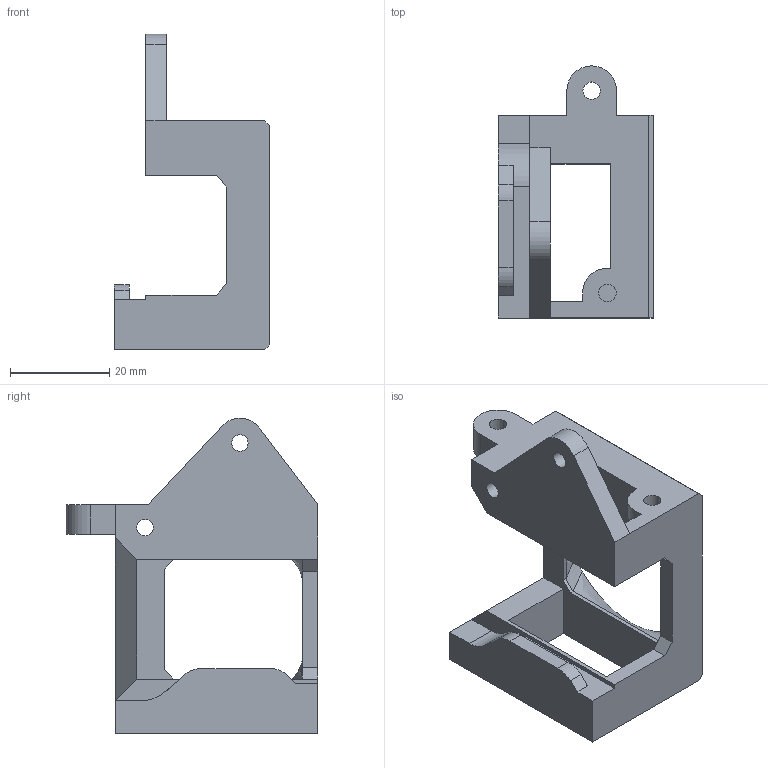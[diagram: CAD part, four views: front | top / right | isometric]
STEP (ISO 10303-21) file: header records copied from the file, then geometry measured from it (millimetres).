
FILE_DESCRIPTION(('STEP AP242'), '1');
FILE_NAME('MOTH Duct', '2022-01-15T23:07:22', ('鎢馯鳻麃'), (''), 'C3D Converter', 'C3D Toolkit', '');
FILE_SCHEMA(('AP242_MANAGED_MODEL_BASED_3D_ENGINEERING_MIM_LF { 1 0 10303 442 1 1 4 }'));
Length unit declared in the file: millimetre
Bounding box: 31.3 x 50.8 x 63.63 mm (x, y, z)
Volume: 16840.3 mm3; surface area: 10821.9 mm2
Topology: 1 solids, 1 shells, 95 faces, 263 edges, 170 vertices
Faces by surface type: plane 73, cylinder 15, bspline 6, extrusion 1
Full cylindrical faces by diameter (mm): 2.5 x3, 3.3 x2, 3.5 x3, 6 x1
Entity records: 4129 total; most frequent: CARTESIAN_POINT 898, ORIENTED_EDGE 506, DIRECTION 467, EDGE_CURVE 253, VECTOR 211, LINE 210, VERTEX_POINT 171, AXIS2_PLACEMENT_3D 128
